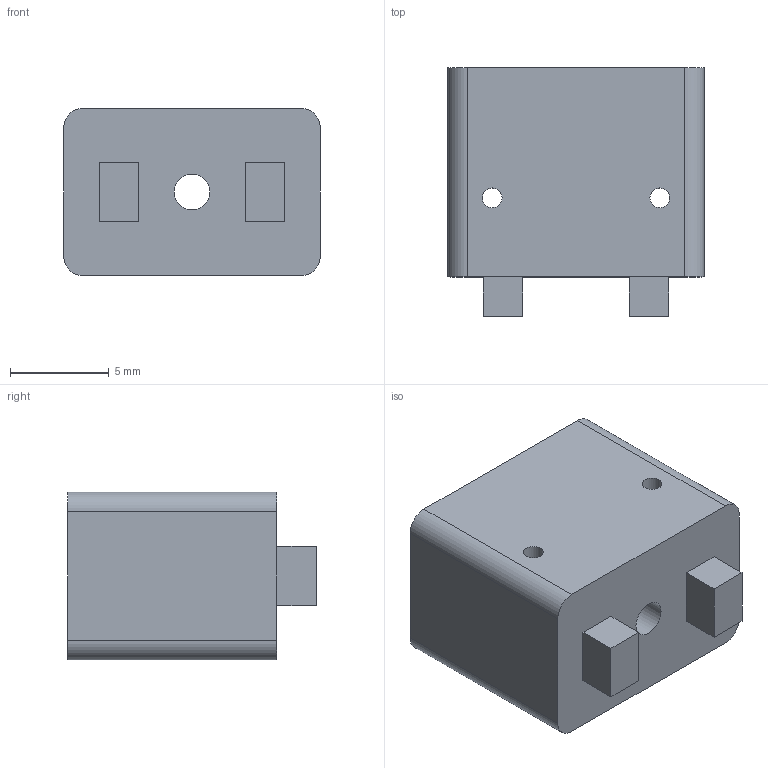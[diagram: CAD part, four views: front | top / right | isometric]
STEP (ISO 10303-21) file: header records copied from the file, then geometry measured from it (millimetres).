
FILE_DESCRIPTION(/* description */ (''),/* implementation_level */ '2;1');
FILE_NAME(/* name */ 'Soporte Paneles.stp',/* time_stamp */ '2020-08-22T16:41:33-04:00',/* author */ ('javic'),/* organization */ (''),/* preprocessor_version */ 'ST-DEVELOPER v18.1',/* originating_system */ 'Autodesk Inventor 2020',/* authorisation */ '');
FILE_SCHEMA (('AUTOMOTIVE_DESIGN { 1 0 10303 214 3 1 1 }'));
Length unit declared in the file: millimetre
Products named in the file (1): Soporte placa 2.0
Bounding box: 13 x 12.6 x 8.5 mm (x, y, z)
Volume: 1069.7 mm3; surface area: 854.5 mm2
Topology: 1 solids, 1 shells, 25 faces, 64 edges, 44 vertices
Faces by surface type: plane 17, cylinder 8
Full cylindrical faces by diameter (mm): 1 x2, 1.8 x1, 4 x1
Entity records: 823 total; most frequent: DIRECTION 136, CARTESIAN_POINT 134, ORIENTED_EDGE 128, EDGE_CURVE 64, AXIS2_PLACEMENT_3D 46, LINE 44, VECTOR 44, VERTEX_POINT 44
